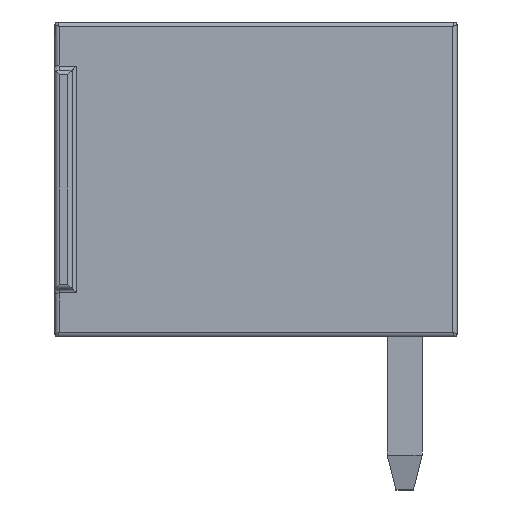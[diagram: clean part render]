
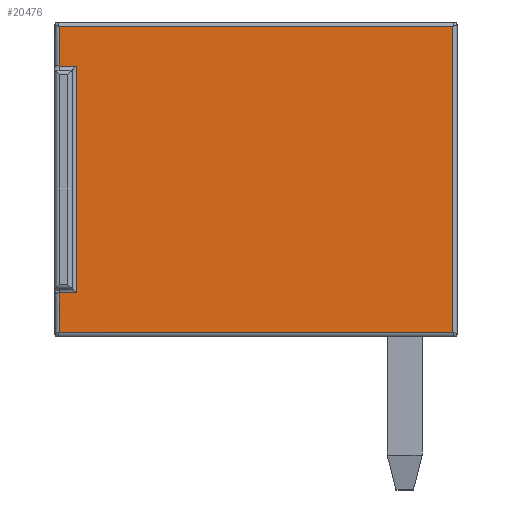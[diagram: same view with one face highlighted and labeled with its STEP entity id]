
A CAD part, left-side view. The second image highlights one B-rep face of the part: STEP entity #20476.
In plain terms, the highlighted planar face has unit normal (-1, 0, 0).
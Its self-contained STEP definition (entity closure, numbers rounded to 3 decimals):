
#496=PLANE('',#21904);
#846=LINE('',#37908,#2342);
#848=LINE('',#38002,#2344);
#850=LINE('',#38097,#2346);
#852=LINE('',#38103,#2348);
#853=LINE('',#38105,#2349);
#854=LINE('',#38107,#2350);
#855=LINE('',#38108,#2351);
#856=LINE('',#38109,#2352);
#2342=VECTOR('',#24720,0.1);
#2344=VECTOR('',#24732,0.1);
#2346=VECTOR('',#24738,10.);
#2348=VECTOR('',#24744,10.);
#2349=VECTOR('',#24745,10.);
#2350=VECTOR('',#24746,10.);
#2351=VECTOR('',#24747,10.);
#2352=VECTOR('',#24748,10.);
#4668=FACE_OUTER_BOUND('',#6072,.T.);
#6072=EDGE_LOOP('',(#14313,#14314,#14315,#14316,#14317,#14318,#14319,#14320));
#9156=VERTEX_POINT('',#37901);
#9159=VERTEX_POINT('',#37906);
#9165=VERTEX_POINT('',#37998);
#9167=VERTEX_POINT('',#38001);
#9172=VERTEX_POINT('',#38096);
#9174=VERTEX_POINT('',#38102);
#9175=VERTEX_POINT('',#38104);
#9176=VERTEX_POINT('',#38106);
#11031=EDGE_CURVE('',#9159,#9156,#846,.T.);
#11040=EDGE_CURVE('',#9165,#9167,#848,.T.);
#11047=EDGE_CURVE('',#9167,#9172,#850,.T.);
#11050=EDGE_CURVE('',#9174,#9159,#852,.T.);
#11051=EDGE_CURVE('',#9175,#9174,#853,.T.);
#11052=EDGE_CURVE('',#9176,#9175,#854,.T.);
#11053=EDGE_CURVE('',#9172,#9176,#855,.T.);
#11054=EDGE_CURVE('',#9165,#9156,#856,.T.);
#14313=ORIENTED_EDGE('',*,*,#11031,.F.);
#14314=ORIENTED_EDGE('',*,*,#11050,.F.);
#14315=ORIENTED_EDGE('',*,*,#11051,.F.);
#14316=ORIENTED_EDGE('',*,*,#11052,.F.);
#14317=ORIENTED_EDGE('',*,*,#11053,.F.);
#14318=ORIENTED_EDGE('',*,*,#11047,.F.);
#14319=ORIENTED_EDGE('',*,*,#11040,.F.);
#14320=ORIENTED_EDGE('',*,*,#11054,.T.);
#20476=ADVANCED_FACE('',(#4668),#496,.T.);
#21904=AXIS2_PLACEMENT_3D('',#38101,#24742,#24743);
#24720=DIRECTION('',(0.,-1.,0.));
#24732=DIRECTION('',(0.,1.,0.));
#24738=DIRECTION('',(0.,0.,1.));
#24742=DIRECTION('center_axis',(-1.,0.,0.));
#24743=DIRECTION('ref_axis',(0.,-1.,0.));
#24744=DIRECTION('',(0.,0.,1.));
#24745=DIRECTION('',(0.,1.,0.));
#24746=DIRECTION('',(0.,0.,-1.));
#24747=DIRECTION('',(0.,-1.,0.));
#24748=DIRECTION('',(0.,0.,-1.));
#37901=CARTESIAN_POINT('',(-11.05,7.506,1.006));
#37906=CARTESIAN_POINT('',(-11.05,7.9,1.006));
#37908=CARTESIAN_POINT('',(-11.05,7.9,1.006));
#37998=CARTESIAN_POINT('',(-11.05,7.506,6.194));
#38001=CARTESIAN_POINT('',(-11.05,7.9,6.194));
#38002=CARTESIAN_POINT('',(-11.05,7.7,6.194));
#38096=CARTESIAN_POINT('',(-11.05,7.9,7.1));
#38097=CARTESIAN_POINT('',(-11.05,7.9,5.4));
#38101=CARTESIAN_POINT('Origin',(-11.05,3.4,3.6));
#38102=CARTESIAN_POINT('',(-11.05,7.9,0.1));
#38103=CARTESIAN_POINT('',(-11.05,7.9,5.4));
#38104=CARTESIAN_POINT('',(-11.05,-1.1,0.1));
#38105=CARTESIAN_POINT('',(-11.05,5.7,0.1));
#38106=CARTESIAN_POINT('',(-11.05,-1.1,7.1));
#38107=CARTESIAN_POINT('',(-11.05,-1.1,1.8));
#38108=CARTESIAN_POINT('',(-11.05,1.1,7.1));
#38109=CARTESIAN_POINT('',(-11.05,7.506,2.35));
